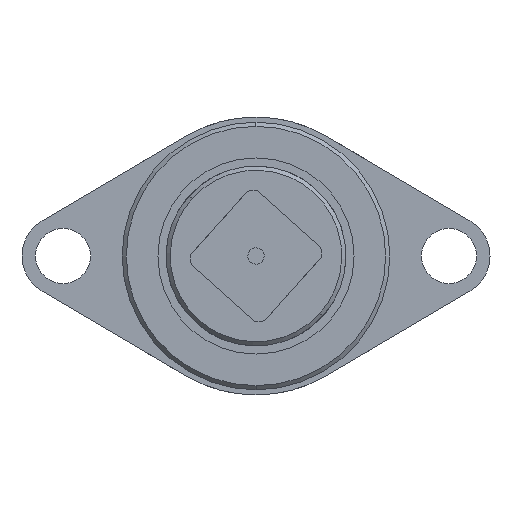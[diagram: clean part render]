
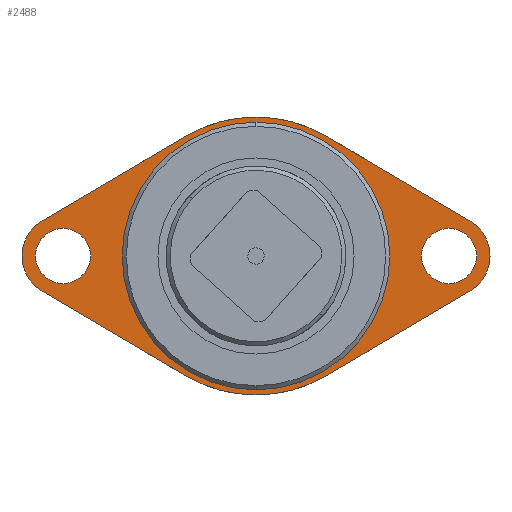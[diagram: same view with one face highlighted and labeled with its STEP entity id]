
A CAD part, left-side view. The second image highlights one B-rep face of the part: STEP entity #2488.
In plain terms, the highlighted planar face has unit normal (-1, 0, 0).
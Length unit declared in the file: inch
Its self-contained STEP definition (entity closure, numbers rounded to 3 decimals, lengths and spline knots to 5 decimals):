
#2 = EDGE_CURVE ( 'NONE', #1774, #4017, #467, .T. ) ;
#8 = CARTESIAN_POINT ( 'NONE',  ( 0., 0., 0. ) ) ;
#51 = EDGE_LOOP ( 'NONE', ( #3896, #3885 ) ) ;
#73 = CARTESIAN_POINT ( 'NONE',  ( 0., 0.53934, -0.91543 ) ) ;
#75 = CIRCLE ( 'NONE', #375, 1.0625 ) ;
#138 = DIRECTION ( 'NONE',  ( -1., 0., 0. ) ) ;
#198 = VECTOR ( 'NONE', #964, 39.37008 ) ;
#210 = AXIS2_PLACEMENT_3D ( 'NONE', #3030, #886, #3387 ) ;
#213 = DIRECTION ( 'NONE',  ( 0., 0., 1. ) ) ;
#319 = DIRECTION ( 'NONE',  ( 0., 0., 1. ) ) ;
#354 = DIRECTION ( 'NONE',  ( 0., -0.862, -0.508 ) ) ;
#363 = FACE_BOUND ( 'NONE', #1130, .T. ) ;
#375 = AXIS2_PLACEMENT_3D ( 'NONE', #2270, #138, #2634 ) ;
#380 = AXIS2_PLACEMENT_3D ( 'NONE', #8, #1439, #3944 ) ;
#432 = VERTEX_POINT ( 'NONE', #4422 ) ;
#434 = EDGE_CURVE ( 'NONE', #2882, #432, #1633, .T. ) ;
#435 = CARTESIAN_POINT ( 'NONE',  ( 0., 0., 0. ) ) ;
#453 = DIRECTION ( 'NONE',  ( -1., 0., 0. ) ) ;
#467 = CIRCLE ( 'NONE', #4259, 0.21094 ) ;
#470 = FACE_OUTER_BOUND ( 'NONE', #820, .T. ) ;
#475 = EDGE_CURVE ( 'NONE', #3078, #3346, #3777, .T. ) ;
#494 = EDGE_CURVE ( 'NONE', #4059, #3666, #3438, .T. ) ;
#497 = EDGE_CURVE ( 'NONE', #1155, #661, #3338, .T. ) ;
#502 = AXIS2_PLACEMENT_3D ( 'NONE', #2605, #453, #2981 ) ;
#548 = DIRECTION ( 'NONE',  ( -1., 0., 0. ) ) ;
#551 = CARTESIAN_POINT ( 'NONE',  ( 0., -1.47638, 0.21094 ) ) ;
#661 = VERTEX_POINT ( 'NONE', #2055 ) ;
#805 = DIRECTION ( 'NONE',  ( 0., 0., 1. ) ) ;
#820 = EDGE_LOOP ( 'NONE', ( #1780, #3675, #1211, #2733, #1762, #1681, #1442, #2846, #2405, #1832 ) ) ;
#839 = EDGE_CURVE ( 'NONE', #432, #4059, #4010, .T. ) ;
#846 = EDGE_CURVE ( 'NONE', #4017, #1774, #2099, .T. ) ;
#859 = CARTESIAN_POINT ( 'NONE',  ( 0., 1.63613, 0.26925 ) ) ;
#877 = DIRECTION ( 'NONE',  ( 0., 0.862, -0.508 ) ) ;
#886 = DIRECTION ( 'NONE',  ( -1., 0., 0. ) ) ;
#893 = CARTESIAN_POINT ( 'NONE',  ( 0., 0., -1.0625 ) ) ;
#910 = DIRECTION ( 'NONE',  ( 1., 0., 0. ) ) ;
#911 = AXIS2_PLACEMENT_3D ( 'NONE', #3156, #1007, #3507 ) ;
#960 = EDGE_CURVE ( 'NONE', #3563, #2582, #1765, .T. ) ;
#964 = DIRECTION ( 'NONE',  ( 0., -0.862, 0.508 ) ) ;
#992 = CIRCLE ( 'NONE', #3564, 1.0235 ) ;
#1007 = DIRECTION ( 'NONE',  ( -1., 0., 0. ) ) ;
#1009 = VERTEX_POINT ( 'NONE', #2992 ) ;
#1073 = CARTESIAN_POINT ( 'NONE',  ( 0., -1.47638, 0. ) ) ;
#1085 = VERTEX_POINT ( 'NONE', #893 ) ;
#1121 = CARTESIAN_POINT ( 'NONE',  ( 0., -1.63613, 0.26925 ) ) ;
#1130 = EDGE_LOOP ( 'NONE', ( #2002, #1979 ) ) ;
#1155 = VERTEX_POINT ( 'NONE', #4471 ) ;
#1183 = EDGE_CURVE ( 'NONE', #3346, #3078, #992, .T. ) ;
#1211 = ORIENTED_EDGE ( 'NONE', *, *, #494, .T. ) ;
#1286 = AXIS2_PLACEMENT_3D ( 'NONE', #435, #2962, #805 ) ;
#1439 = DIRECTION ( 'NONE',  ( 1., 0., 0. ) ) ;
#1442 = ORIENTED_EDGE ( 'NONE', *, *, #4294, .T. ) ;
#1482 = DIRECTION ( 'NONE',  ( -1., 0., 0. ) ) ;
#1577 = ORIENTED_EDGE ( 'NONE', *, *, #1183, .T. ) ;
#1633 = CIRCLE ( 'NONE', #210, 0.3125 ) ;
#1644 = AXIS2_PLACEMENT_3D ( 'NONE', #2697, #548, #3071 ) ;
#1671 = CARTESIAN_POINT ( 'NONE',  ( 0., -1.47638, -0.21094 ) ) ;
#1681 = ORIENTED_EDGE ( 'NONE', *, *, #960, .T. ) ;
#1735 = EDGE_CURVE ( 'NONE', #1898, #2882, #1983, .T. ) ;
#1762 = ORIENTED_EDGE ( 'NONE', *, *, #4560, .T. ) ;
#1765 = CIRCLE ( 'NONE', #502, 0.3125 ) ;
#1774 = VERTEX_POINT ( 'NONE', #1671 ) ;
#1778 = CARTESIAN_POINT ( 'NONE',  ( 0., 1.63613, -0.26925 ) ) ;
#1779 = PLANE ( 'NONE',  #380 ) ;
#1780 = ORIENTED_EDGE ( 'NONE', *, *, #434, .T. ) ;
#1832 = ORIENTED_EDGE ( 'NONE', *, *, #1735, .T. ) ;
#1898 = VERTEX_POINT ( 'NONE', #3578 ) ;
#1933 = CIRCLE ( 'NONE', #1286, 1.0625 ) ;
#1979 = ORIENTED_EDGE ( 'NONE', *, *, #4119, .F. ) ;
#1983 = LINE ( 'NONE', #2365, #198 ) ;
#2002 = ORIENTED_EDGE ( 'NONE', *, *, #497, .F. ) ;
#2008 = CARTESIAN_POINT ( 'NONE',  ( 0., -0.53934, 0.91543 ) ) ;
#2012 = DIRECTION ( 'NONE',  ( 1., 0., 0. ) ) ;
#2048 = VERTEX_POINT ( 'NONE', #73 ) ;
#2055 = CARTESIAN_POINT ( 'NONE',  ( 0., 1.47638, -0.21094 ) ) ;
#2058 = EDGE_CURVE ( 'NONE', #3666, #1009, #1933, .T. ) ;
#2099 = CIRCLE ( 'NONE', #3250, 0.21094 ) ;
#2128 = AXIS2_PLACEMENT_3D ( 'NONE', #4477, #2342, #213 ) ;
#2135 = CIRCLE ( 'NONE', #911, 0.21094 ) ;
#2270 = CARTESIAN_POINT ( 'NONE',  ( 0., 0., 0. ) ) ;
#2342 = DIRECTION ( 'NONE',  ( -1., 0., 0. ) ) ;
#2365 = CARTESIAN_POINT ( 'NONE',  ( 0., -1.63613, -0.26925 ) ) ;
#2405 = ORIENTED_EDGE ( 'NONE', *, *, #3037, .T. ) ;
#2450 = DIRECTION ( 'NONE',  ( -1., 0., 0. ) ) ;
#2462 = CARTESIAN_POINT ( 'NONE',  ( 0., 0., -1.0235 ) ) ;
#2488 = ADVANCED_FACE ( 'NONE', ( #470, #4157, #3223, #363 ), #1779, .F. ) ;
#2582 = VERTEX_POINT ( 'NONE', #4348 ) ;
#2605 = CARTESIAN_POINT ( 'NONE',  ( 0., 1.4775, 0. ) ) ;
#2634 = DIRECTION ( 'NONE',  ( 0., 0., 1. ) ) ;
#2691 = VECTOR ( 'NONE', #877, 39.37008 ) ;
#2697 = CARTESIAN_POINT ( 'NONE',  ( 0., 0., 0. ) ) ;
#2725 = ORIENTED_EDGE ( 'NONE', *, *, #475, .T. ) ;
#2733 = ORIENTED_EDGE ( 'NONE', *, *, #2058, .T. ) ;
#2846 = ORIENTED_EDGE ( 'NONE', *, *, #4500, .T. ) ;
#2874 = CARTESIAN_POINT ( 'NONE',  ( 0., 0., 1.0625 ) ) ;
#2882 = VERTEX_POINT ( 'NONE', #3441 ) ;
#2962 = DIRECTION ( 'NONE',  ( -1., 0., 0. ) ) ;
#2981 = DIRECTION ( 'NONE',  ( 0., 0., 1. ) ) ;
#2992 = CARTESIAN_POINT ( 'NONE',  ( 0., 0.53934, 0.91543 ) ) ;
#3030 = CARTESIAN_POINT ( 'NONE',  ( 0., -1.4775, 0. ) ) ;
#3037 = EDGE_CURVE ( 'NONE', #1085, #1898, #4055, .T. ) ;
#3051 = CARTESIAN_POINT ( 'NONE',  ( 0., 0., 0. ) ) ;
#3063 = VECTOR ( 'NONE', #3255, 39.37008 ) ;
#3071 = DIRECTION ( 'NONE',  ( 0., 0., 1. ) ) ;
#3078 = VERTEX_POINT ( 'NONE', #2462 ) ;
#3156 = CARTESIAN_POINT ( 'NONE',  ( 0., 1.47638, 0. ) ) ;
#3176 = CARTESIAN_POINT ( 'NONE',  ( 0., 1.63613, 0.26925 ) ) ;
#3223 = FACE_BOUND ( 'NONE', #51, .T. ) ;
#3250 = AXIS2_PLACEMENT_3D ( 'NONE', #3631, #1482, #3986 ) ;
#3255 = DIRECTION ( 'NONE',  ( 0., 0.862, 0.508 ) ) ;
#3338 = CIRCLE ( 'NONE', #2128, 0.21094 ) ;
#3346 = VERTEX_POINT ( 'NONE', #3352 ) ;
#3352 = CARTESIAN_POINT ( 'NONE',  ( 0., 0., 1.0235 ) ) ;
#3387 = DIRECTION ( 'NONE',  ( 0., 0., 1. ) ) ;
#3415 = DIRECTION ( 'NONE',  ( 0., 0., -1. ) ) ;
#3438 = CIRCLE ( 'NONE', #1644, 1.0625 ) ;
#3441 = CARTESIAN_POINT ( 'NONE',  ( 0., -1.63613, -0.26925 ) ) ;
#3507 = DIRECTION ( 'NONE',  ( 0., 0., 1. ) ) ;
#3563 = VERTEX_POINT ( 'NONE', #3176 ) ;
#3564 = AXIS2_PLACEMENT_3D ( 'NONE', #4156, #2012, #4506 ) ;
#3578 = CARTESIAN_POINT ( 'NONE',  ( 0., -0.53934, -0.91543 ) ) ;
#3603 = VECTOR ( 'NONE', #354, 39.37008 ) ;
#3631 = CARTESIAN_POINT ( 'NONE',  ( 0., -1.47638, 0. ) ) ;
#3666 = VERTEX_POINT ( 'NONE', #2874 ) ;
#3675 = ORIENTED_EDGE ( 'NONE', *, *, #839, .T. ) ;
#3679 = EDGE_LOOP ( 'NONE', ( #2725, #1577 ) ) ;
#3717 = LINE ( 'NONE', #1778, #3603 ) ;
#3777 = CIRCLE ( 'NONE', #4134, 1.0235 ) ;
#3885 = ORIENTED_EDGE ( 'NONE', *, *, #2, .F. ) ;
#3896 = ORIENTED_EDGE ( 'NONE', *, *, #846, .F. ) ;
#3944 = DIRECTION ( 'NONE',  ( 0., 0., -1. ) ) ;
#3986 = DIRECTION ( 'NONE',  ( 0., 0., 1. ) ) ;
#3992 = AXIS2_PLACEMENT_3D ( 'NONE', #4585, #2450, #319 ) ;
#4010 = LINE ( 'NONE', #1121, #3063 ) ;
#4017 = VERTEX_POINT ( 'NONE', #551 ) ;
#4055 = CIRCLE ( 'NONE', #3992, 1.0625 ) ;
#4059 = VERTEX_POINT ( 'NONE', #2008 ) ;
#4119 = EDGE_CURVE ( 'NONE', #661, #1155, #2135, .T. ) ;
#4134 = AXIS2_PLACEMENT_3D ( 'NONE', #3051, #910, #3415 ) ;
#4156 = CARTESIAN_POINT ( 'NONE',  ( 0., 0., 0. ) ) ;
#4157 = FACE_BOUND ( 'NONE', #3679, .T. ) ;
#4248 = DIRECTION ( 'NONE',  ( 0., 0., 1. ) ) ;
#4259 = AXIS2_PLACEMENT_3D ( 'NONE', #1073, #4613, #4248 ) ;
#4294 = EDGE_CURVE ( 'NONE', #2582, #2048, #3717, .T. ) ;
#4348 = CARTESIAN_POINT ( 'NONE',  ( 0., 1.63613, -0.26925 ) ) ;
#4422 = CARTESIAN_POINT ( 'NONE',  ( 0., -1.63613, 0.26925 ) ) ;
#4471 = CARTESIAN_POINT ( 'NONE',  ( 0., 1.47638, 0.21094 ) ) ;
#4477 = CARTESIAN_POINT ( 'NONE',  ( 0., 1.47638, 0. ) ) ;
#4500 = EDGE_CURVE ( 'NONE', #2048, #1085, #75, .T. ) ;
#4506 = DIRECTION ( 'NONE',  ( 0., 0., -1. ) ) ;
#4560 = EDGE_CURVE ( 'NONE', #1009, #3563, #4580, .T. ) ;
#4580 = LINE ( 'NONE', #859, #2691 ) ;
#4585 = CARTESIAN_POINT ( 'NONE',  ( 0., 0., 0. ) ) ;
#4613 = DIRECTION ( 'NONE',  ( -1., 0., 0. ) ) ;
